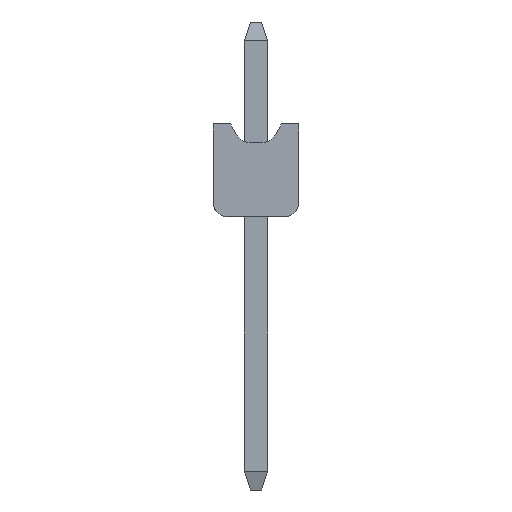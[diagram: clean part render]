
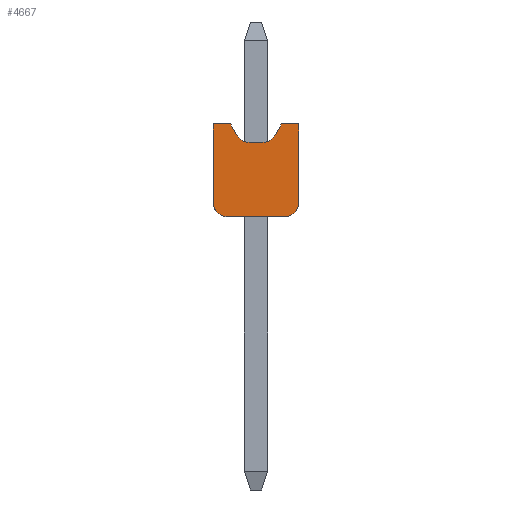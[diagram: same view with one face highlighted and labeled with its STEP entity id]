
A CAD part, left-side view. The second image highlights one B-rep face of the part: STEP entity #4667.
In plain terms, the highlighted planar face has unit normal (-1, 0, 0).
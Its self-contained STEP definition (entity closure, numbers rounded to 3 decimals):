
#72=CARTESIAN_POINT('',(-10.01,0.787,-2.159));
#73=DIRECTION('',(-1.,0.,0.));
#74=DIRECTION('',(0.,1.,0.));
#75=AXIS2_PLACEMENT_3D('',#72,#73,#74);
#77=DIRECTION('',(0.,0.,1.));
#78=VECTOR('',#77,2.159);
#79=CARTESIAN_POINT('',(-10.01,1.168,-2.159));
#80=LINE('',#79,#78);
#81=DIRECTION('',(0.,-1.,0.));
#82=VECTOR('',#81,0.469);
#83=CARTESIAN_POINT('',(-10.01,1.168,0.));
#84=LINE('',#83,#82);
#85=DIRECTION('',(0.,-0.5,-0.866));
#86=VECTOR('',#85,0.367);
#87=CARTESIAN_POINT('',(-10.01,0.7,0.));
#88=LINE('',#87,#86);
#89=DIRECTION('',(0.,-1.,0.));
#90=VECTOR('',#89,0.373);
#91=CARTESIAN_POINT('',(-10.01,0.186,-0.508));
#92=LINE('',#91,#90);
#93=DIRECTION('',(0.,-0.5,0.866));
#94=VECTOR('',#93,0.367);
#95=CARTESIAN_POINT('',(-10.01,-0.516,-0.318));
#96=LINE('',#95,#94);
#97=DIRECTION('',(0.,-1.,0.));
#98=VECTOR('',#97,0.469);
#99=CARTESIAN_POINT('',(-10.01,-0.7,0.));
#100=LINE('',#99,#98);
#101=DIRECTION('',(0.,0.,-1.));
#102=VECTOR('',#101,2.159);
#103=CARTESIAN_POINT('',(-10.01,-1.168,0.));
#104=LINE('',#103,#102);
#105=CARTESIAN_POINT('',(-10.01,-0.787,-2.159));
#106=DIRECTION('',(-1.,0.,0.));
#107=DIRECTION('',(0.,0.,-1.));
#108=AXIS2_PLACEMENT_3D('',#105,#106,#107);
#110=DIRECTION('',(0.,1.,0.));
#111=VECTOR('',#110,1.575);
#112=CARTESIAN_POINT('',(-10.01,-0.787,-2.54));
#113=LINE('',#112,#111);
#727=CARTESIAN_POINT('',(-10.01,-0.186,-0.127));
#728=DIRECTION('',(1.,0.,0.));
#729=DIRECTION('',(0.,-0.866,-0.5));
#730=AXIS2_PLACEMENT_3D('',#727,#728,#729);
#1671=CARTESIAN_POINT('',(-10.01,0.186,-0.127));
#1672=DIRECTION('',(1.,0.,0.));
#1673=DIRECTION('',(0.,0.,-1.));
#1674=AXIS2_PLACEMENT_3D('',#1671,#1672,#1673);
#3604=CARTESIAN_POINT('',(-10.01,1.168,0.));
#3605=CARTESIAN_POINT('',(-10.01,0.7,0.));
#3606=VERTEX_POINT('',#3604);
#3607=VERTEX_POINT('',#3605);
#3608=CARTESIAN_POINT('',(-10.01,-0.7,0.));
#3609=CARTESIAN_POINT('',(-10.01,-1.168,0.));
#3610=VERTEX_POINT('',#3608);
#3611=VERTEX_POINT('',#3609);
#3796=CARTESIAN_POINT('',(-10.01,0.516,-0.318));
#3797=VERTEX_POINT('',#3796);
#3798=CARTESIAN_POINT('',(-10.01,0.186,-0.508));
#3799=CARTESIAN_POINT('',(-10.01,-0.186,-0.508));
#3800=VERTEX_POINT('',#3798);
#3801=VERTEX_POINT('',#3799);
#3802=CARTESIAN_POINT('',(-10.01,-0.516,-0.318));
#3803=VERTEX_POINT('',#3802);
#3812=CARTESIAN_POINT('',(-10.01,1.168,-2.159));
#3813=CARTESIAN_POINT('',(-10.01,0.787,-2.54));
#3814=VERTEX_POINT('',#3812);
#3815=VERTEX_POINT('',#3813);
#3820=CARTESIAN_POINT('',(-10.01,-0.787,-2.54));
#3821=CARTESIAN_POINT('',(-10.01,-1.168,-2.159));
#3822=VERTEX_POINT('',#3820);
#3823=VERTEX_POINT('',#3821);
#4636=CARTESIAN_POINT('',(-10.01,0.,0.));
#4637=DIRECTION('',(1.,0.,0.));
#4638=DIRECTION('',(0.,-1.,0.));
#4639=AXIS2_PLACEMENT_3D('',#4636,#4637,#4638);
#4640=PLANE('',#4639);
#4642=ORIENTED_EDGE('',*,*,#4641,.F.);
#4644=ORIENTED_EDGE('',*,*,#4643,.T.);
#4646=ORIENTED_EDGE('',*,*,#4645,.T.);
#4648=ORIENTED_EDGE('',*,*,#4647,.T.);
#4650=ORIENTED_EDGE('',*,*,#4649,.F.);
#4652=ORIENTED_EDGE('',*,*,#4651,.T.);
#4654=ORIENTED_EDGE('',*,*,#4653,.F.);
#4656=ORIENTED_EDGE('',*,*,#4655,.T.);
#4658=ORIENTED_EDGE('',*,*,#4657,.T.);
#4660=ORIENTED_EDGE('',*,*,#4659,.T.);
#4662=ORIENTED_EDGE('',*,*,#4661,.F.);
#4664=ORIENTED_EDGE('',*,*,#4663,.T.);
#4665=EDGE_LOOP('',(#4642,#4644,#4646,#4648,#4650,#4652,#4654,#4656,#4658,#4660,
#4662,#4664));
#4666=FACE_OUTER_BOUND('',#4665,.F.);
#4667=ADVANCED_FACE('',(#4666),#4640,.F.);
#76=CIRCLE('',#75,0.381);
#109=CIRCLE('',#108,0.381);
#731=CIRCLE('',#730,0.381);
#1675=CIRCLE('',#1674,0.381);
#4641=EDGE_CURVE('',#3814,#3815,#76,.T.);
#4643=EDGE_CURVE('',#3814,#3606,#80,.T.);
#4645=EDGE_CURVE('',#3606,#3607,#84,.T.);
#4647=EDGE_CURVE('',#3607,#3797,#88,.T.);
#4649=EDGE_CURVE('',#3800,#3797,#1675,.T.);
#4651=EDGE_CURVE('',#3800,#3801,#92,.T.);
#4653=EDGE_CURVE('',#3803,#3801,#731,.T.);
#4655=EDGE_CURVE('',#3803,#3610,#96,.T.);
#4657=EDGE_CURVE('',#3610,#3611,#100,.T.);
#4659=EDGE_CURVE('',#3611,#3823,#104,.T.);
#4661=EDGE_CURVE('',#3822,#3823,#109,.T.);
#4663=EDGE_CURVE('',#3822,#3815,#113,.T.);
